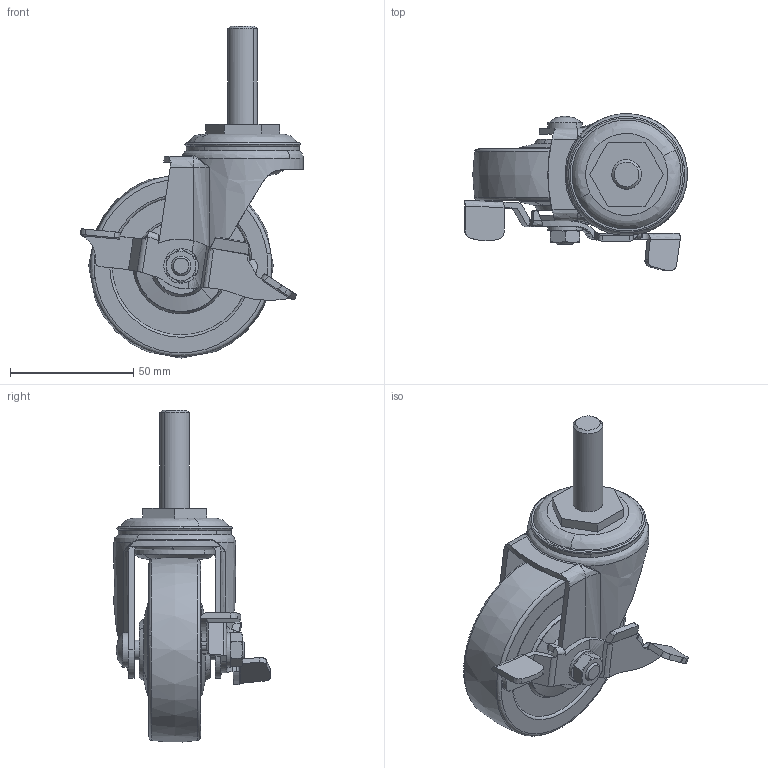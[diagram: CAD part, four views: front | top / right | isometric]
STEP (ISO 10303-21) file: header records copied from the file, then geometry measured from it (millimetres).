
FILE_DESCRIPTION((''),'2;1');
FILE_NAME('','2007-04-10T09:21:11',(''),(''),'','CADfix','');
FILE_SCHEMA(('AUTOMOTIVE_DESIGN { 1 0 10303 214 1 1 1 1 }'));
Length unit declared in the file: millimetre
Bounding box: 90.56 x 63.56 x 134.92 mm (x, y, z)
Volume: 137874.9 mm3; surface area: 37943.8 mm2
Topology: 5 solids, 5 shells, 259 faces, 850 edges, 615 vertices
Faces by surface type: bspline 259
Entity records: 16657 total; most frequent: CARTESIAN_POINT 11727, ORIENTED_EDGE 1684, EDGE_CURVE 842, VERTEX_POINT 612, B_SPLINE_CURVE_WITH_KNOTS 520, EDGE_LOOP 282, QUASI_UNIFORM_CURVE 267, FACE_OUTER_BOUND 256
